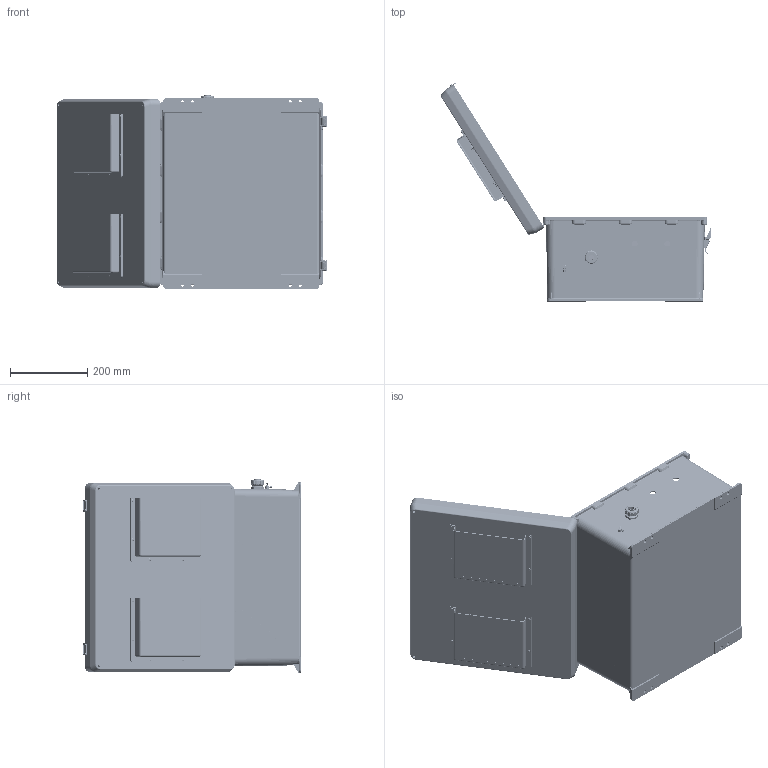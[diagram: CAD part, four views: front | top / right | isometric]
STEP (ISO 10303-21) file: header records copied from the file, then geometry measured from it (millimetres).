
FILE_DESCRIPTION (( 'STEP AP214' ), '1' );
FILE_NAME ('NB181608-10V_3D.step', '2025-10-06T15:09:04', ( '' ), ( '' ), 'SwSTEP 2.0', 'SolidWorks 2025', '' );
FILE_SCHEMA (( 'AUTOMOTIVE_DESIGN' ));
Length unit declared in the file: inch
Products named in the file (35): XFN-0003; XFN-0002; XCT-0010; NB181608-DoorClasp-1; XF685-01; 10-32 NEMA PLATE SCREW; XMH-0007; NEMA 18 GroundWire; XFS-0006; XCT-0005; NB181608-10V_3D; XFS-0026; XERZ-V20D241; XM220-01-UL; XFN-0013; NB181608-Lid-Vented; Fan Screen-120x120 ALUM; NB181608-DoorClasp-2; XFS-0066_90272A147; XMH-0010; XFS-0023_92470A148; XCTB-0002; XFN-0022; XFS-0067_XFS-0067; XFS-0017; X-PCB-HYP285; XC-0003; XCT-0011; XFW-0004; XFW-0002; XFR-0005; NB181608-Hinge; XF797-02; X-ASSY-HYP285-1; NB181608-Box
Assembly tree (84 placements, depth 3):
  NB181608-10V_3D
    NB181608-Box
    NB181608-Hinge  x2
    NB181608-Lid-Vented
    NB181608-DoorClasp-1  x2
    NB181608-DoorClasp-2  x2
    XF685-01
    XMH-0007  x4
    XCTB-0002
    10-32 NEMA PLATE SCREW  x4
    XFN-0013  x2
    XMH-0010  x2
    XF797-02
    XFS-0017  x5
    XCT-0011
    XCT-0010
    NEMA 18 GroundWire
    XFN-0022  x2
    XFS-0006  x2
    X-ASSY-HYP285-1
      X-PCB-HYP285
      XERZ-V20D241  x3
    XFS-0066_90272A147  x2
    XFW-0004  x2
    XFS-0067_XFS-0067  x2
    XFN-0003  x2
    XCT-0005
    XFW-0002
    XFS-0026
    XC-0003
    XM220-01-UL  x2
    XFN-0002  x8
    Fan Screen-120x120 ALUM  x2
    XFR-0005  x12
    XFS-0023_92470A148  x8
Bounding box: 703.21 x 567.95 x 502.84 mm (x, y, z)
Volume: 3758271.3 mm3; surface area: 2415733 mm2
Topology: 89 solids, 90 shells, 7982 faces, 20883 edges, 13129 vertices
Faces by surface type: cylinder 3398, plane 2219, cone 1519, bspline 414, torus 379, sphere 53
Entity records: 161658 total; most frequent: CARTESIAN_POINT 55451, ORIENTED_EDGE 22368, DIRECTION 21347, EDGE_CURVE 11184, AXIS2_PLACEMENT_3D 8030, VERTEX_POINT 7048, EDGE_LOOP 5300, LINE 5287
